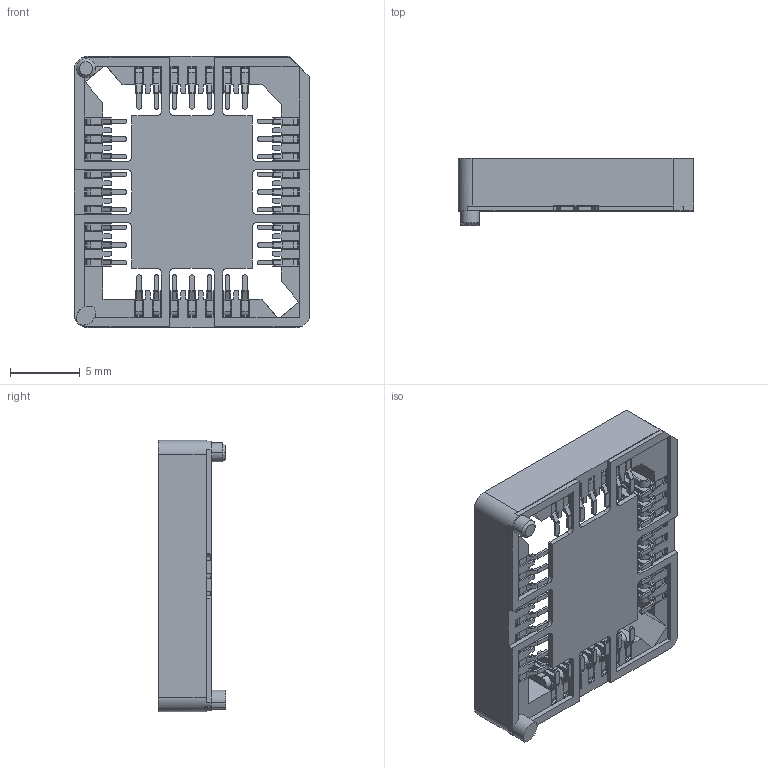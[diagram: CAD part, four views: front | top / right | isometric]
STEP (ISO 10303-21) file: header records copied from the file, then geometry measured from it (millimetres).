
FILE_DESCRIPTION(('STEP AP242'),'1');
FILE_NAME('plcc_socket_540-88-032-17-400.stp','2020-12-28T11:06:08',('TraceParts'),('TraceParts S.A.'),'Spatial InterOp 3D',' ',' ');
FILE_SCHEMA(('AP242_MANAGED_MODEL_BASED_3D_ENGINEERING_MIM_LF {1 0 10303 442 1 1 4}'));
Length unit declared in the file: millimetre
Products named in the file (1): plcc_socket_540-88-032-17-400
Bounding box: 16.95 x 4.85 x 19.5 mm (x, y, z)
Volume: 451.6 mm3; surface area: 1790.5 mm2
Topology: 1 solids, 1 shells, 1828 faces, 5448 edges, 3610 vertices
Faces by surface type: plane 1223, cylinder 603, cone 2
Entity records: 75858 total; most frequent: ORIENTED_EDGE 10896, CARTESIAN_POINT 10887, DIRECTION 10328, EDGE_CURVE 5448, LINE 4226, VECTOR 4226, VERTEX_POINT 3610, AXIS2_PLACEMENT_3D 3051
